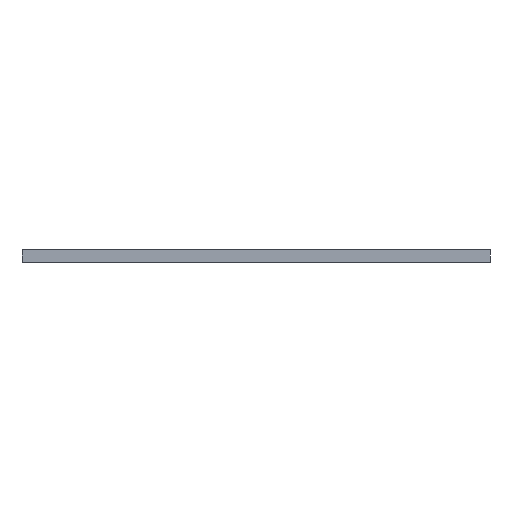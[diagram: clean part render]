
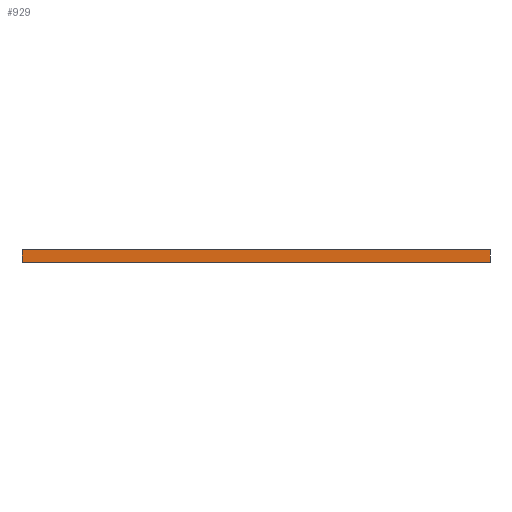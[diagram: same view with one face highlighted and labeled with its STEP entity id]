
A CAD part, left-side view. The second image highlights one B-rep face of the part: STEP entity #929.
In plain terms, the highlighted planar face has unit normal (-1, 0, 0).
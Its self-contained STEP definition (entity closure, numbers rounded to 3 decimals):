
#7 = ORIENTED_EDGE ( 'NONE', *, *, #456, .F. ) ;
#37 = EDGE_LOOP ( 'NONE', ( #758, #7, #732, #927 ) ) ;
#78 = CARTESIAN_POINT ( 'NONE',  ( -287., 55., 0. ) ) ;
#121 = CARTESIAN_POINT ( 'NONE',  ( -287., -55., 3. ) ) ;
#129 = CARTESIAN_POINT ( 'NONE',  ( -287., -55., 0. ) ) ;
#143 = EDGE_CURVE ( 'NONE', #156, #403, #482, .T. ) ;
#156 = VERTEX_POINT ( 'NONE', #182 ) ;
#179 = DIRECTION ( 'NONE',  ( 0., -1., 0. ) ) ;
#182 = CARTESIAN_POINT ( 'NONE',  ( -287., 55., 3. ) ) ;
#185 = EDGE_CURVE ( 'NONE', #403, #859, #954, .T. ) ;
#187 = LINE ( 'NONE', #430, #1060 ) ;
#223 = VERTEX_POINT ( 'NONE', #121 ) ;
#284 = FACE_OUTER_BOUND ( 'NONE', #37, .T. ) ;
#300 = CARTESIAN_POINT ( 'NONE',  ( -287., -55., 3. ) ) ;
#306 = CARTESIAN_POINT ( 'NONE',  ( -287., -55., 0. ) ) ;
#361 = DIRECTION ( 'NONE',  ( 0., 0., -1. ) ) ;
#388 = DIRECTION ( 'NONE',  ( 1., 0., 0. ) ) ;
#403 = VERTEX_POINT ( 'NONE', #78 ) ;
#430 = CARTESIAN_POINT ( 'NONE',  ( -287., -55., 3. ) ) ;
#446 = VECTOR ( 'NONE', #1012, 1000. ) ;
#456 = EDGE_CURVE ( 'NONE', #223, #859, #1061, .T. ) ;
#457 = CARTESIAN_POINT ( 'NONE',  ( -287., 55., 3. ) ) ;
#482 = LINE ( 'NONE', #457, #795 ) ;
#524 = DIRECTION ( 'NONE',  ( 0., -1., 0. ) ) ;
#552 = PLANE ( 'NONE',  #700 ) ;
#566 = CARTESIAN_POINT ( 'NONE',  ( -287., -55., 3. ) ) ;
#700 = AXIS2_PLACEMENT_3D ( 'NONE', #300, #388, #907 ) ;
#711 = VECTOR ( 'NONE', #179, 1000. ) ;
#718 = EDGE_CURVE ( 'NONE', #156, #223, #187, .T. ) ;
#732 = ORIENTED_EDGE ( 'NONE', *, *, #718, .F. ) ;
#758 = ORIENTED_EDGE ( 'NONE', *, *, #185, .T. ) ;
#795 = VECTOR ( 'NONE', #361, 1000. ) ;
#859 = VERTEX_POINT ( 'NONE', #306 ) ;
#907 = DIRECTION ( 'NONE',  ( 0., 0., -1. ) ) ;
#927 = ORIENTED_EDGE ( 'NONE', *, *, #143, .T. ) ;
#929 = ADVANCED_FACE ( 'NONE', ( #284 ), #552, .F. ) ;
#954 = LINE ( 'NONE', #129, #711 ) ;
#1012 = DIRECTION ( 'NONE',  ( 0., 0., -1. ) ) ;
#1060 = VECTOR ( 'NONE', #524, 1000. ) ;
#1061 = LINE ( 'NONE', #566, #446 ) ;
